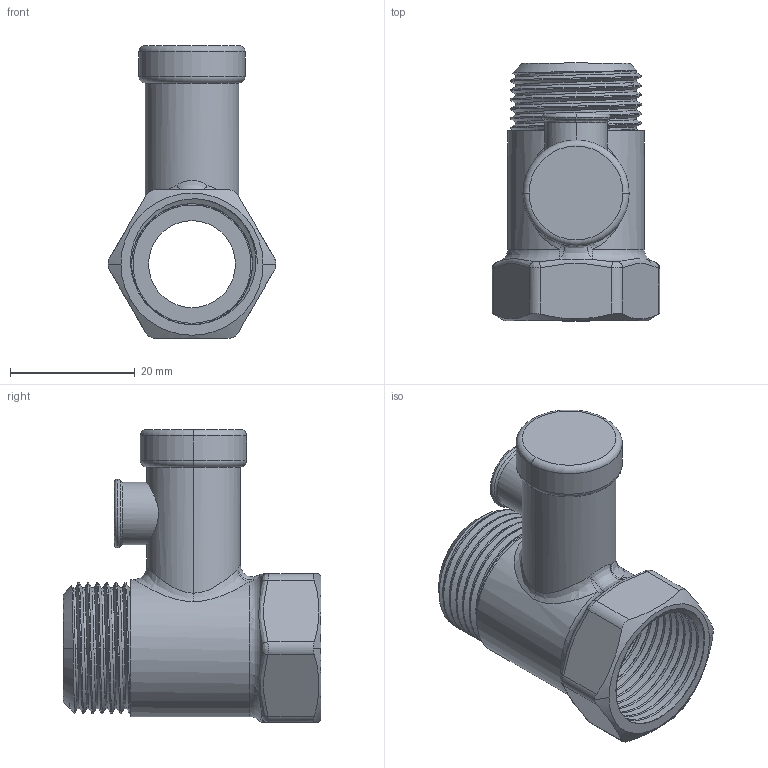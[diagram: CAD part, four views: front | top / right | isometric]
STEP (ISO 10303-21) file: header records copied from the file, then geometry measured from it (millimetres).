
FILE_DESCRIPTION((''),'2;1');
FILE_NAME('CHECK-VALVE','2024-09-17T11:55:59',('hasan'),(''),'CREO PARAMETRIC BY PTC INC, 2024063','CREO PARAMETRIC BY PTC INC, 2024063','');
FILE_SCHEMA(('CONFIG_CONTROL_DESIGN'));
Length unit declared in the file: millimetre
Products named in the file (1): CHECK-VALVE
Bounding box: 26.86 x 41.27 x 46.9 mm (x, y, z)
Volume: 10327.4 mm3; surface area: 8149.7 mm2
Topology: 1 solids, 1 shells, 123 faces, 312 edges, 194 vertices
Faces by surface type: cylinder 50, bspline 49, plane 13, torus 5, cone 4, sphere 2
Entity records: 12914 total; most frequent: CARTESIAN_POINT 10395, ORIENTED_EDGE 624, DIRECTION 345, EDGE_CURVE 312, VERTEX_POINT 194, B_SPLINE_CURVE_WITH_KNOTS 177, AXIS2_PLACEMENT_3D 136, EDGE_LOOP 128
